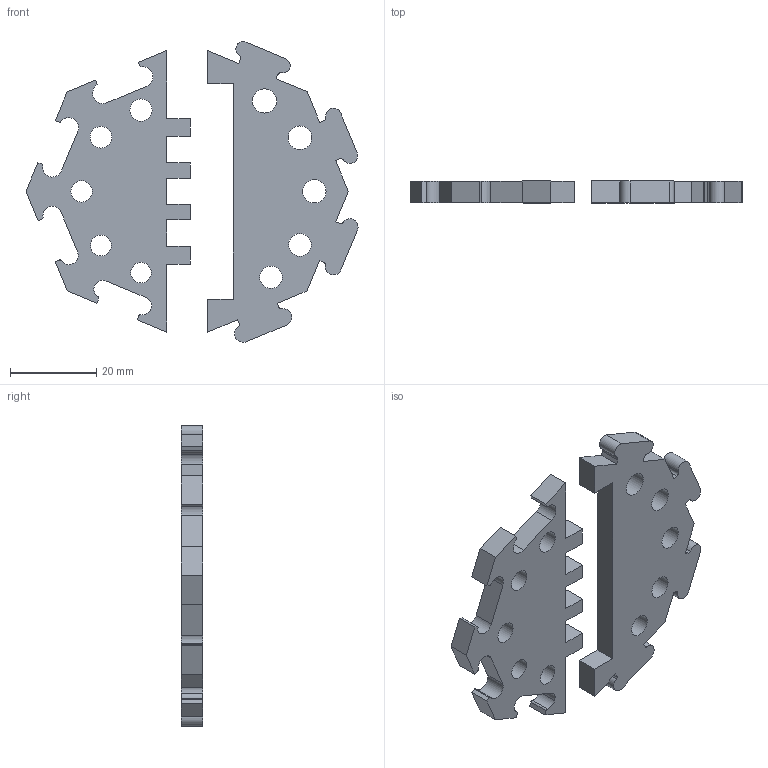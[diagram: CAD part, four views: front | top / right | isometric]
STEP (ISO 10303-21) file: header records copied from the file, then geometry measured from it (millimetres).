
FILE_DESCRIPTION(/* description */ (''),/* implementation_level */ '2;1');
FILE_NAME(/* name */ '30_printing_calibrator.ipt.step',/* time_stamp */ '2022-11-29T08:24:32+01:00',/* author */ ('marsikovabarbora'),/* organization */ (''),/* preprocessor_version */ 'ST-DEVELOPER v18.1',/* originating_system */ 'Autodesk Inventor 2022',/* authorisation */ '');
FILE_SCHEMA (('AUTOMOTIVE_DESIGN { 1 0 10303 214 3 1 1 }'));
Length unit declared in the file: millimetre
Products named in the file (1): 30_printing_calibrator
Bounding box: 77.02 x 5 x 69.75 mm (x, y, z)
Volume: 12724.3 mm3; surface area: 8525.2 mm2
Topology: 2 solids, 2 shells, 147 faces, 423 edges, 282 vertices
Faces by surface type: plane 85, cylinder 46, bspline 16
Full cylindrical faces by diameter (mm): 4.75 x1, 4.85 x1, 4.95 x1, 5.05 x1, 5.15 x1, 5.2 x1, 5.3 x1, 5.4 x1, 5.5 x1, 5.6 x1
Entity records: 5006 total; most frequent: CARTESIAN_POINT 1082, ORIENTED_EDGE 846, DIRECTION 747, EDGE_CURVE 423, LINE 299, VECTOR 299, VERTEX_POINT 282, AXIS2_PLACEMENT_3D 224
